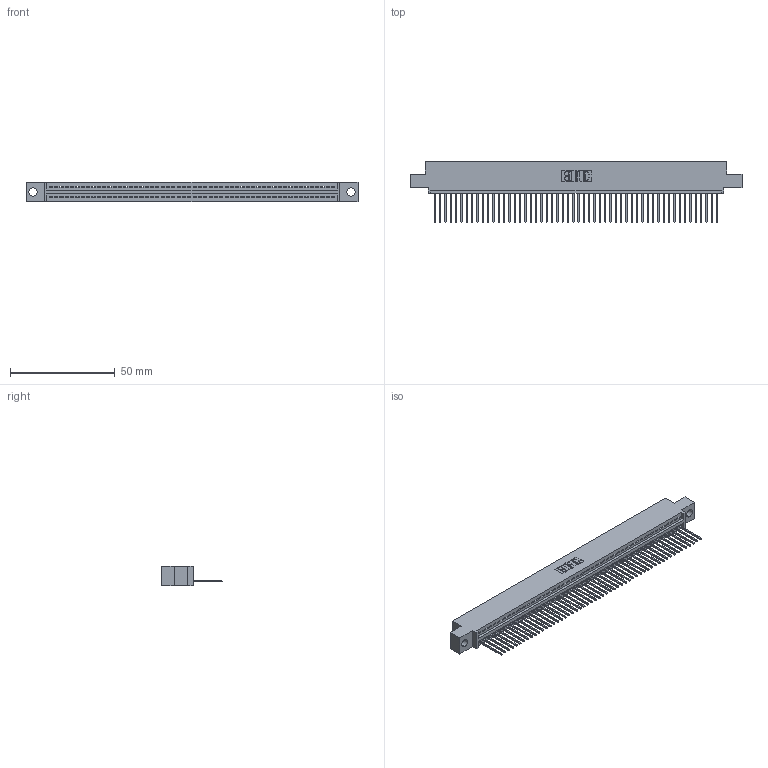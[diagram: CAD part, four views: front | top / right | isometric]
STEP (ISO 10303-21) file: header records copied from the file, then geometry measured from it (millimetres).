
FILE_DESCRIPTION (( 'STEP AP203' ), '1' );
FILE_NAME ('345-054-540-404.STEP', '2019-10-09T23:54:37', ( '' ), ( '' ), 'SwSTEP 2.0', 'SolidWorks 2016', '' );
FILE_SCHEMA (( 'CONFIG_CONTROL_DESIGN' ));
Length unit declared in the file: inch
Products named in the file (3): 345-054-540-404; 345-292-001_345-293-140; 345 Part_0.110 Offset - 0.156 Dia-TH
Assembly tree (55 placements, depth 2):
  345-054-540-404
    345 Part_0.110 Offset - 0.156 Dia-TH
    345-292-001_345-293-140  x54
Bounding box: 158.37 x 29.13 x 9.4 mm (x, y, z)
Volume: 15052.3 mm3; surface area: 20583 mm2
Topology: 55 solids, 55 shells, 3262 faces, 9857 edges, 6498 vertices
Faces by surface type: plane 2244, cylinder 1018
Entity records: 39179 total; most frequent: CARTESIAN_POINT 6794, ORIENTED_EDGE 6782, DIRECTION 5915, EDGE_CURVE 3391, LINE 3043, VECTOR 3043, VERTEX_POINT 2258, AXIS2_PLACEMENT_3D 1436
